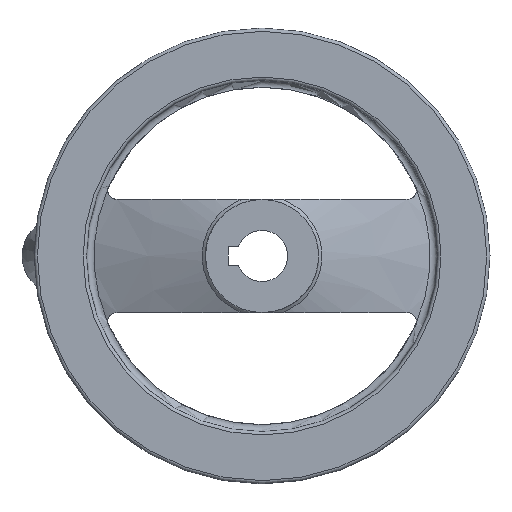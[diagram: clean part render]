
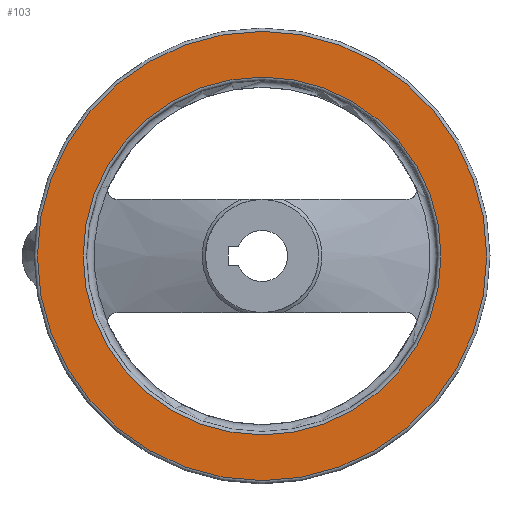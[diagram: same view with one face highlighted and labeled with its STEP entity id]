
A CAD part, left-side view. The second image highlights one B-rep face of the part: STEP entity #103.
In plain terms, the highlighted planar face has unit normal (-1, 0, 0).
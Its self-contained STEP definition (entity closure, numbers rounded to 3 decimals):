
#103 = ADVANCED_FACE( '', ( #225, #226 ), #227, .F. );
#225 = FACE_OUTER_BOUND( '', #397, .T. );
#226 = FACE_BOUND( '', #398, .T. );
#227 = PLANE( '', #399 );
#397 = EDGE_LOOP( '', ( #626 ) );
#398 = EDGE_LOOP( '', ( #627 ) );
#399 = AXIS2_PLACEMENT_3D( '', #628, #629, #630 );
#626 = ORIENTED_EDGE( '', *, *, #843, .F. );
#627 = ORIENTED_EDGE( '', *, *, #844, .T. );
#628 = CARTESIAN_POINT( '', ( 17.1, 49.056, 0. ) );
#629 = DIRECTION( '', ( 1., 0., 0. ) );
#630 = DIRECTION( '', ( 0., 0., -1. ) );
#843 = EDGE_CURVE( '', #1007, #1007, #1008, .T. );
#844 = EDGE_CURVE( '', #1009, #1009, #1010, .T. );
#1007 = VERTEX_POINT( '', #1448 );
#1008 = CIRCLE( '', #1449, 61.6 );
#1009 = VERTEX_POINT( '', #1450 );
#1010 = CIRCLE( '', #1451, 49.056 );
#1448 = CARTESIAN_POINT( '', ( 17.1, 0., -61.6 ) );
#1449 = AXIS2_PLACEMENT_3D( '', #1644, #1645, #1646 );
#1450 = CARTESIAN_POINT( '', ( 17.1, 0., -49.056 ) );
#1451 = AXIS2_PLACEMENT_3D( '', #1647, #1648, #1649 );
#1644 = CARTESIAN_POINT( '', ( 17.1, 0., 0. ) );
#1645 = DIRECTION( '', ( 1., 0., 0. ) );
#1646 = DIRECTION( '', ( 0., 0., -1. ) );
#1647 = CARTESIAN_POINT( '', ( 17.1, 0., 0. ) );
#1648 = DIRECTION( '', ( 1., 0., 0. ) );
#1649 = DIRECTION( '', ( 0., 0., -1. ) );
